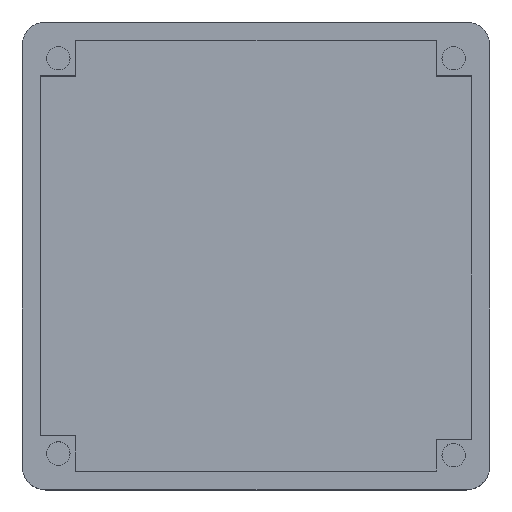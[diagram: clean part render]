
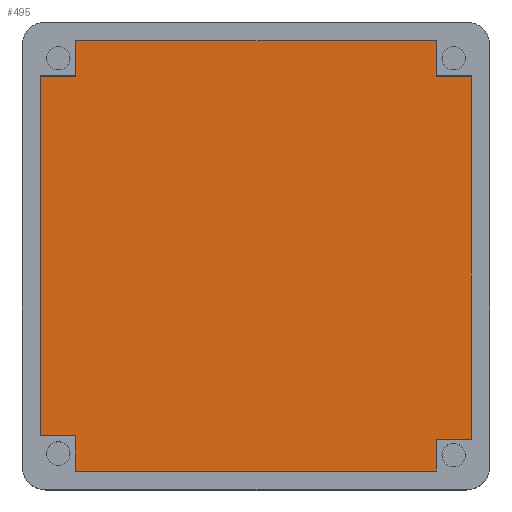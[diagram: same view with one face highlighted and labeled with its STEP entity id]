
A CAD part, top view. The second image highlights one B-rep face of the part: STEP entity #495.
In plain terms, the highlighted planar face has unit normal (0, 0, 1).
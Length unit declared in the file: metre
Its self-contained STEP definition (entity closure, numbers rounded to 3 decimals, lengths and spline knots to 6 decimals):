
#36=ORIENTED_EDGE('',*,*,#172,.T.);
#37=ORIENTED_EDGE('',*,*,#173,.T.);
#38=ORIENTED_EDGE('',*,*,#174,.F.);
#39=ORIENTED_EDGE('',*,*,#175,.F.);
#40=ORIENTED_EDGE('',*,*,#176,.T.);
#41=ORIENTED_EDGE('',*,*,#177,.F.);
#42=ORIENTED_EDGE('',*,*,#178,.F.);
#43=ORIENTED_EDGE('',*,*,#179,.T.);
#44=ORIENTED_EDGE('',*,*,#180,.F.);
#45=ORIENTED_EDGE('',*,*,#181,.T.);
#46=ORIENTED_EDGE('',*,*,#182,.T.);
#47=ORIENTED_EDGE('',*,*,#183,.F.);
#172=EDGE_CURVE('',#240,#241,#288,.T.);
#173=EDGE_CURVE('',#241,#242,#289,.T.);
#174=EDGE_CURVE('',#243,#242,#290,.T.);
#175=EDGE_CURVE('',#244,#243,#291,.T.);
#176=EDGE_CURVE('',#244,#245,#292,.T.);
#177=EDGE_CURVE('',#246,#245,#293,.T.);
#178=EDGE_CURVE('',#247,#246,#294,.T.);
#179=EDGE_CURVE('',#247,#248,#295,.T.);
#180=EDGE_CURVE('',#249,#248,#296,.T.);
#181=EDGE_CURVE('',#249,#250,#297,.T.);
#182=EDGE_CURVE('',#250,#251,#298,.T.);
#183=EDGE_CURVE('',#240,#251,#299,.T.);
#240=VERTEX_POINT('',#737);
#241=VERTEX_POINT('',#738);
#242=VERTEX_POINT('',#740);
#243=VERTEX_POINT('',#742);
#244=VERTEX_POINT('',#744);
#245=VERTEX_POINT('',#746);
#246=VERTEX_POINT('',#748);
#247=VERTEX_POINT('',#750);
#248=VERTEX_POINT('',#752);
#249=VERTEX_POINT('',#754);
#250=VERTEX_POINT('',#756);
#251=VERTEX_POINT('',#758);
#288=LINE('',#736,#340);
#289=LINE('',#739,#341);
#290=LINE('',#741,#342);
#291=LINE('',#743,#343);
#292=LINE('',#745,#344);
#293=LINE('',#747,#345);
#294=LINE('',#749,#346);
#295=LINE('',#751,#347);
#296=LINE('',#753,#348);
#297=LINE('',#755,#349);
#298=LINE('',#757,#350);
#299=LINE('',#759,#351);
#340=VECTOR('',#590,1.);
#341=VECTOR('',#591,1.);
#342=VECTOR('',#592,1.);
#343=VECTOR('',#593,1.);
#344=VECTOR('',#594,1.);
#345=VECTOR('',#595,1.);
#346=VECTOR('',#596,1.);
#347=VECTOR('',#597,1.);
#348=VECTOR('',#598,1.);
#349=VECTOR('',#599,1.);
#350=VECTOR('',#600,1.);
#351=VECTOR('',#601,1.);
#392=EDGE_LOOP('',(#36,#37,#38,#39,#40,#41,#42,#43,#44,#45,#46,#47));
#432=FACE_BOUND('',#392,.T.);
#472=PLANE('',#539);
#495=ADVANCED_FACE('',(#432),#472,.T.);
#539=AXIS2_PLACEMENT_3D('',#735,#588,#589);
#588=DIRECTION('',(0.,0.,1.));
#589=DIRECTION('',(1.,0.,0.));
#590=DIRECTION('',(0.,1.,0.));
#591=DIRECTION('',(-1.,0.,0.));
#592=DIRECTION('',(0.,-1.,0.));
#593=DIRECTION('',(1.,0.,0.));
#594=DIRECTION('',(0.,-1.,0.));
#595=DIRECTION('',(1.,0.,0.));
#596=DIRECTION('',(0.,1.,0.));
#597=DIRECTION('',(1.,0.,0.));
#598=DIRECTION('',(0.,1.,0.));
#599=DIRECTION('',(1.,0.,0.));
#600=DIRECTION('',(0.,1.,0.));
#601=DIRECTION('',(-1.,0.,0.));
#735=CARTESIAN_POINT('',(0.05,0.05,0.004));
#736=CARTESIAN_POINT('',(0.096,0.05,0.004));
#737=CARTESIAN_POINT('',(0.096,0.010814,0.004));
#738=CARTESIAN_POINT('',(0.096,0.0885,0.004));
#739=CARTESIAN_POINT('',(0.09225,0.0885,0.004));
#740=CARTESIAN_POINT('',(0.0885,0.0885,0.004));
#741=CARTESIAN_POINT('',(0.0885,0.09225,0.004));
#742=CARTESIAN_POINT('',(0.0885,0.096,0.004));
#743=CARTESIAN_POINT('',(0.05,0.096,0.004));
#744=CARTESIAN_POINT('',(0.0115,0.096,0.004));
#745=CARTESIAN_POINT('',(0.0115,0.09225,0.004));
#746=CARTESIAN_POINT('',(0.0115,0.0885,0.004));
#747=CARTESIAN_POINT('',(0.00775,0.0885,0.004));
#748=CARTESIAN_POINT('',(0.004,0.0885,0.004));
#749=CARTESIAN_POINT('',(0.004,0.05,0.004));
#750=CARTESIAN_POINT('',(0.004,0.0115,0.004));
#751=CARTESIAN_POINT('',(0.00775,0.0115,0.004));
#752=CARTESIAN_POINT('',(0.0115,0.0115,0.004));
#753=CARTESIAN_POINT('',(0.0115,0.00775,0.004));
#754=CARTESIAN_POINT('',(0.0115,0.004,0.004));
#755=CARTESIAN_POINT('',(0.05,0.004,0.004));
#756=CARTESIAN_POINT('',(0.0885,0.004,0.004));
#757=CARTESIAN_POINT('',(0.0885,0.007407,0.004));
#758=CARTESIAN_POINT('',(0.0885,0.010814,0.004));
#759=CARTESIAN_POINT('',(0.09225,0.010814,0.004));
